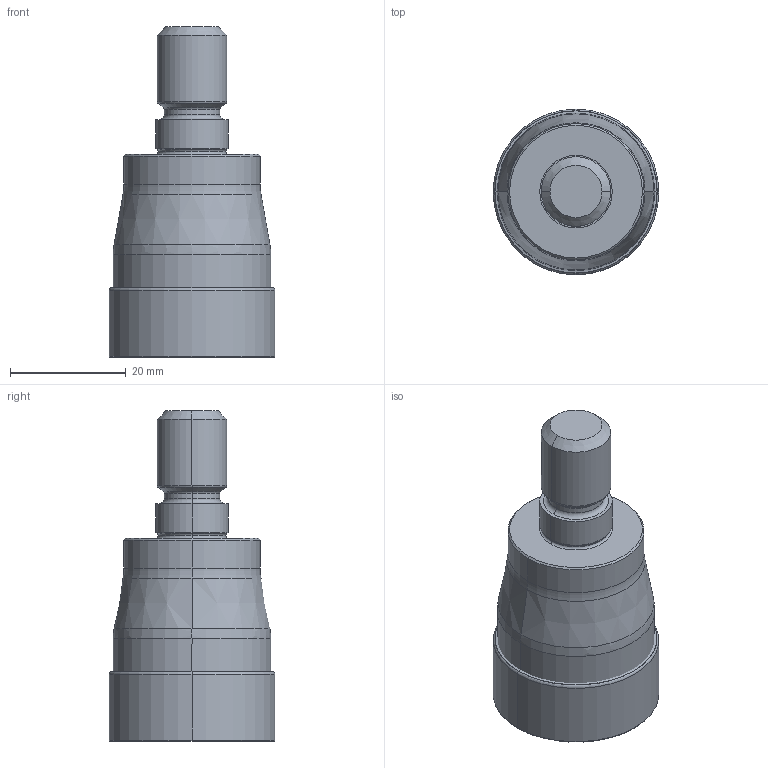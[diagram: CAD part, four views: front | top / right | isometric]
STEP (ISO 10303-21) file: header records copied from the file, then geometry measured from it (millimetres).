
FILE_DESCRIPTION(/* description */ (''),/* implementation_level */ '2;1');
FILE_NAME(/* name */ 'VPX300UR1802AM1235_IR0_008.stp',/* time_stamp */ '2025-08-29T15:08:43+09:00',/* author */ (''),/* organization */ (''),/* preprocessor_version */ 'ST-DEVELOPER v16',/* originating_system */ 'SIEMENS PLM Software NX 10.0',/* authorisation */ '');
FILE_SCHEMA (('AUTOMOTIVE_DESIGN { 1 0 10303 214 3 1 1 1 }'));
Length unit declared in the file: millimetre
Products named in the file (1): VPX300UR1802AM1235_IR0_008_ASM_ASM
Bounding box: 28.57 x 28.57 x 57 mm (x, y, z)
Volume: 24567.2 mm3; surface area: 6993.8 mm2
Topology: 2 solids, 2 shells, 88 faces, 214 edges, 153 vertices
Faces by surface type: torus 24, revolution 22, cylinder 14, cone 14, bspline 8, plane 6
Entity records: 3767 total; most frequent: CARTESIAN_POINT 1581, DIRECTION 473, ORIENTED_EDGE 388, AXIS2_PLACEMENT_3D 210, EDGE_CURVE 194, CIRCLE 144, VERTEX_POINT 112, EDGE_LOOP 92
